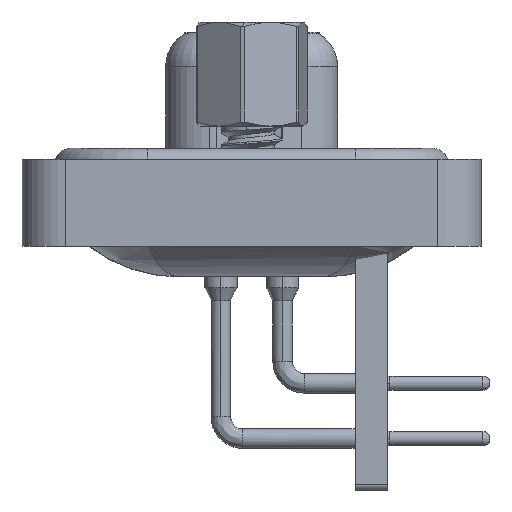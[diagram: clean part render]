
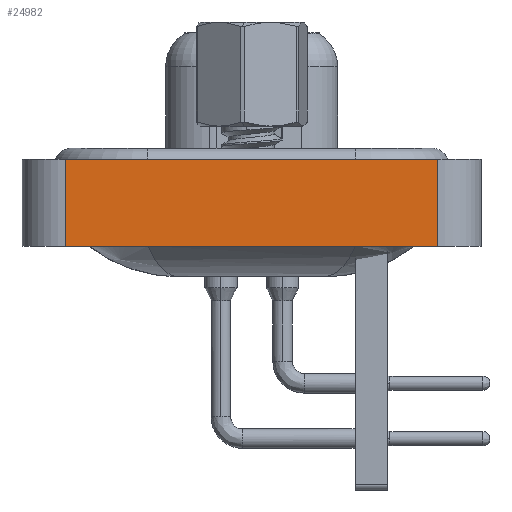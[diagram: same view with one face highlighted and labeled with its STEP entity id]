
A CAD part, left-side view. The second image highlights one B-rep face of the part: STEP entity #24982.
In plain terms, the highlighted planar face has unit normal (-1, 0, 0).
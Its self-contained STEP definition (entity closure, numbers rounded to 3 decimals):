
#307 = ORIENTED_EDGE ( 'NONE', *, *, #22967, .T. ) ;
#1026 = CARTESIAN_POINT ( 'NONE',  ( -7.35, 8.55, 0.4 ) ) ;
#1233 = VERTEX_POINT ( 'NONE', #20335 ) ;
#1875 = CARTESIAN_POINT ( 'NONE',  ( -7.35, -8.55, 0.4 ) ) ;
#1958 = LINE ( 'NONE', #11321, #4673 ) ;
#3218 = LINE ( 'NONE', #5941, #11927 ) ;
#3870 = LINE ( 'NONE', #15506, #20521 ) ;
#4194 = EDGE_CURVE ( 'NONE', #1233, #8133, #18060, .T. ) ;
#4346 = DIRECTION ( 'NONE',  ( 0., 0., 1. ) ) ;
#4673 = VECTOR ( 'NONE', #20383, 1000. ) ;
#5941 = CARTESIAN_POINT ( 'NONE',  ( -7.35, -8.55, -3.6 ) ) ;
#7359 = ORIENTED_EDGE ( 'NONE', *, *, #4194, .F. ) ;
#7594 = DIRECTION ( 'NONE',  ( 0., -1., 0. ) ) ;
#8133 = VERTEX_POINT ( 'NONE', #1026 ) ;
#10983 = CARTESIAN_POINT ( 'NONE',  ( -7.35, 8.55, -3.6 ) ) ;
#11321 = CARTESIAN_POINT ( 'NONE',  ( -7.35, -8.55, 0.4 ) ) ;
#11927 = VECTOR ( 'NONE', #7594, 1000. ) ;
#12526 = AXIS2_PLACEMENT_3D ( 'NONE', #18533, #27749, #18996 ) ;
#14819 = ORIENTED_EDGE ( 'NONE', *, *, #18128, .T. ) ;
#15506 = CARTESIAN_POINT ( 'NONE',  ( -7.35, -8.55, -3.6 ) ) ;
#18030 = VERTEX_POINT ( 'NONE', #1875 ) ;
#18060 = LINE ( 'NONE', #10983, #29869 ) ;
#18128 = EDGE_CURVE ( 'NONE', #27016, #18030, #3870, .T. ) ;
#18533 = CARTESIAN_POINT ( 'NONE',  ( -7.35, -8.55, -3.6 ) ) ;
#18686 = FACE_OUTER_BOUND ( 'NONE', #28912, .T. ) ;
#18851 = PLANE ( 'NONE',  #12526 ) ;
#18996 = DIRECTION ( 'NONE',  ( 0., 0., 1. ) ) ;
#19032 = EDGE_CURVE ( 'NONE', #8133, #18030, #1958, .T. ) ;
#20335 = CARTESIAN_POINT ( 'NONE',  ( -7.35, 8.55, -3.6 ) ) ;
#20383 = DIRECTION ( 'NONE',  ( 0., -1., 0. ) ) ;
#20521 = VECTOR ( 'NONE', #24691, 1000. ) ;
#22967 = EDGE_CURVE ( 'NONE', #1233, #27016, #3218, .T. ) ;
#24691 = DIRECTION ( 'NONE',  ( 0., 0., 1. ) ) ;
#24982 = ADVANCED_FACE ( 'NONE', ( #18686 ), #18851, .T. ) ;
#25752 = CARTESIAN_POINT ( 'NONE',  ( -7.35, -8.55, -3.6 ) ) ;
#27016 = VERTEX_POINT ( 'NONE', #25752 ) ;
#27022 = ORIENTED_EDGE ( 'NONE', *, *, #19032, .F. ) ;
#27749 = DIRECTION ( 'NONE',  ( -1., 0., 0. ) ) ;
#28912 = EDGE_LOOP ( 'NONE', ( #14819, #27022, #7359, #307 ) ) ;
#29869 = VECTOR ( 'NONE', #4346, 1000. ) ;
